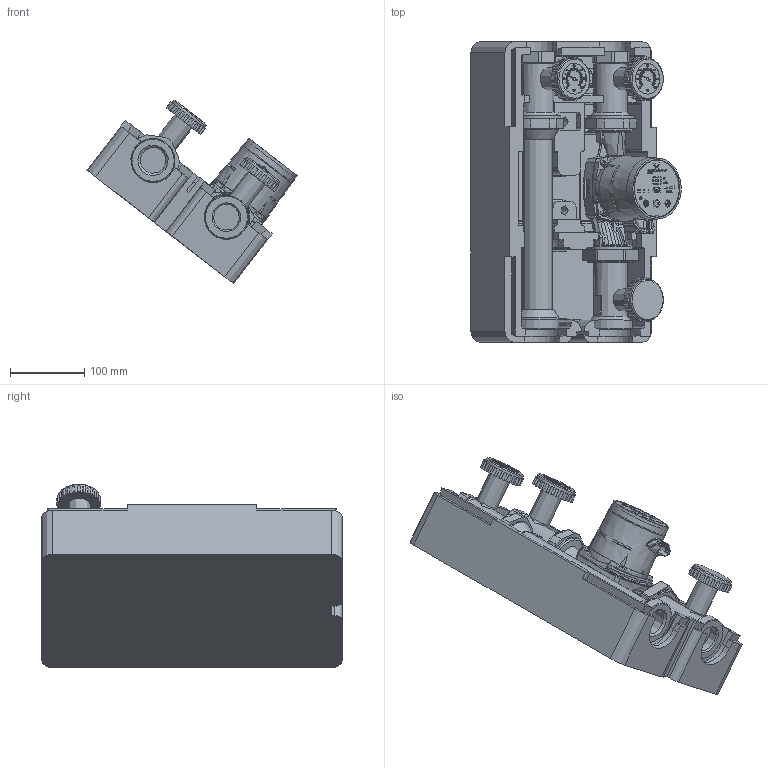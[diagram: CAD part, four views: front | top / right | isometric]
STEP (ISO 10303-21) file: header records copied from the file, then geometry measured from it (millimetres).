
FILE_DESCRIPTION(/* description */ (''),/* implementation_level */ '2;1');
FILE_NAME(/* name */ 'SA125-DN32_Grumdfos_bez pokrywy.stp',/* time_stamp */ '2015-11-29T19:50:40+01:00',/* author */ ('ARTUR'),/* organization */ (''),/* preprocessor_version */ 'ST-DEVELOPER v15.6',/* originating_system */ 'Autodesk Inventor 2015',/* authorisation */ '');
FILE_SCHEMA (('CONFIG_CONTROL_DESIGN'));
Products named in the file (1): SA125-DN32_Grumdfos_bez pokrywy
Bounding box: 283.26 x 405 x 247.25 mm (x, y, z)
Volume: 541841.7 mm3; surface area: 772737.3 mm2
Topology: 12 solids, 13 shells, 3503 faces, 9636 edges, 6305 vertices
Faces by surface type: plane 2205, cylinder 691, bspline 431, cone 98, torus 40, sphere 38
Full cylindrical faces by diameter (mm): 4.2 x4, 4.75 x4, 8.5 x4, 13 x2, 15 x1, 25 x2, 30 x3, 35 x2, 36 x2, 41 x3, 42 x2, 45 x3, 50 x2, 56 x3, 58 x2, 59 x4, 59.61 x2, 62 x1, 64 x2, 83 x1
Entity records: 134726 total; most frequent: CARTESIAN_POINT 46015, ORIENTED_EDGE 18858, DIRECTION 16264, EDGE_CURVE 9428, LINE 6498, VECTOR 6498, VERTEX_POINT 6250, AXIS2_PLACEMENT_3D 4883
